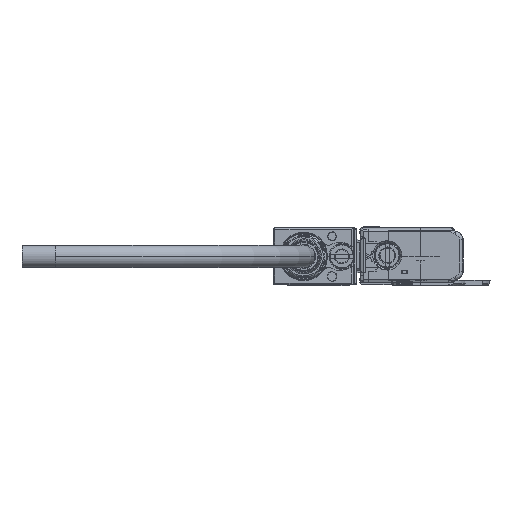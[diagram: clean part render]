
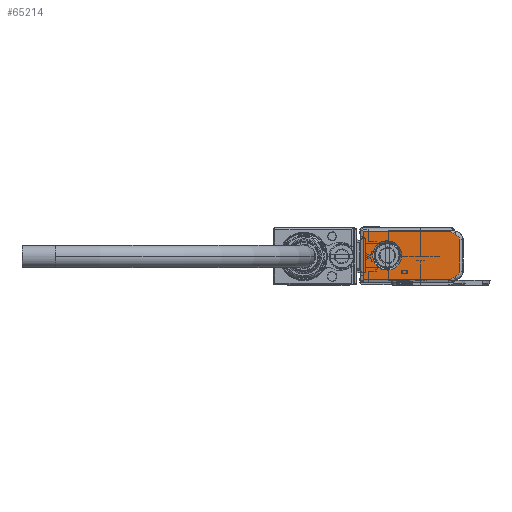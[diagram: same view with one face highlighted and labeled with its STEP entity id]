
A CAD part, left-side view. The second image highlights one B-rep face of the part: STEP entity #65214.
In plain terms, the highlighted planar face has unit normal (-1, 0, 0).
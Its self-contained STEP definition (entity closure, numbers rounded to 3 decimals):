
#65122=AXIS2_PLACEMENT_3D('Plane Axis2P3D',#65119,#65120,#65121) ;
#65146=AXIS2_PLACEMENT_3D('Circle Axis2P3D',#65144,#65145,$) ;
#65160=AXIS2_PLACEMENT_3D('Circle Axis2P3D',#65158,#65159,$) ;
#65190=AXIS2_PLACEMENT_3D('Circle Axis2P3D',#65188,#65189,$) ;
#65199=AXIS2_PLACEMENT_3D('Circle Axis2P3D',#65197,#65198,$) ;
#65206=AXIS2_PLACEMENT_3D('Circle Axis2P3D',#65204,#65205,$) ;
#62363=CARTESIAN_POINT('Vertex',(-1676.,30.2,0.2)) ;
#62372=CARTESIAN_POINT('Vertex',(-1676.,3.814,0.2)) ;
#62375=CARTESIAN_POINT('Line Origine',(-1676.,15.7,0.2)) ;
#62554=CARTESIAN_POINT('Vertex',(-1676.,30.2,14.8)) ;
#62557=CARTESIAN_POINT('Line Origine',(-1676.,30.2,7.5)) ;
#62652=CARTESIAN_POINT('Vertex',(-1676.,3.814,14.8)) ;
#62655=CARTESIAN_POINT('Line Origine',(-1676.,15.7,14.8)) ;
#62716=CARTESIAN_POINT('Line Origine',(-1676.,1.067,12.053)) ;
#62720=CARTESIAN_POINT('Vertex',(-1676.,3.119,14.104)) ;
#65119=CARTESIAN_POINT('Axis2P3D Location',(-1676.,0.2,7.5)) ;
#65124=CARTESIAN_POINT('Line Origine',(-1676.,3.466,0.548)) ;
#65128=CARTESIAN_POINT('Vertex',(-1676.,3.119,0.896)) ;
#65132=CARTESIAN_POINT('Control Point',(-1676.,3.119,0.896)) ;
#65133=CARTESIAN_POINT('Control Point',(-1676.,3.044,0.97)) ;
#65134=CARTESIAN_POINT('Control Point',(-1676.,2.961,1.035)) ;
#65135=CARTESIAN_POINT('Control Point',(-1676.,2.87,1.089)) ;
#65136=CARTESIAN_POINT('Control Point',(-1676.,2.748,1.142)) ;
#65137=CARTESIAN_POINT('Control Point',(-1676.,2.621,1.175)) ;
#65138=CARTESIAN_POINT('Control Point',(-1676.,2.596,1.18)) ;
#65139=CARTESIAN_POINT('Control Point',(-1676.,2.57,1.185)) ;
#65140=CARTESIAN_POINT('Control Point',(-1676.,2.544,1.19)) ;
#65141=CARTESIAN_POINT('Vertex',(-1676.,2.544,1.19)) ;
#65144=CARTESIAN_POINT('Axis2P3D Location',(-1676.,2.8,2.769)) ;
#65148=CARTESIAN_POINT('Vertex',(-1676.,1.2,2.769)) ;
#65151=CARTESIAN_POINT('Line Origine',(-1676.,1.2,7.5)) ;
#65155=CARTESIAN_POINT('Vertex',(-1676.,1.2,12.231)) ;
#65158=CARTESIAN_POINT('Axis2P3D Location',(-1676.,2.8,12.231)) ;
#65162=CARTESIAN_POINT('Vertex',(-1676.,2.544,13.81)) ;
#65166=CARTESIAN_POINT('Control Point',(-1676.,2.544,13.81)) ;
#65167=CARTESIAN_POINT('Control Point',(-1676.,2.648,13.827)) ;
#65168=CARTESIAN_POINT('Control Point',(-1676.,2.749,13.857)) ;
#65169=CARTESIAN_POINT('Control Point',(-1676.,2.846,13.899)) ;
#65170=CARTESIAN_POINT('Control Point',(-1676.,2.96,13.967)) ;
#65171=CARTESIAN_POINT('Control Point',(-1676.,3.061,14.05)) ;
#65172=CARTESIAN_POINT('Control Point',(-1676.,3.081,14.068)) ;
#65173=CARTESIAN_POINT('Control Point',(-1676.,3.1,14.086)) ;
#65174=CARTESIAN_POINT('Control Point',(-1676.,3.119,14.104)) ;
#65188=CARTESIAN_POINT('Axis2P3D Location',(-1676.,23.,7.5)) ;
#65192=CARTESIAN_POINT('Vertex',(-1676.,23.,11.9)) ;
#65194=CARTESIAN_POINT('Vertex',(-1676.,23.,3.1)) ;
#65197=CARTESIAN_POINT('Axis2P3D Location',(-1676.,23.,7.5)) ;
#65201=CARTESIAN_POINT('Vertex',(-1676.,24.895,11.471)) ;
#65204=CARTESIAN_POINT('Axis2P3D Location',(-1676.,23.,7.5)) ;
#62376=DIRECTION('Vector Direction',(0.,-1.,0.)) ;
#62558=DIRECTION('Vector Direction',(0.,0.,-1.)) ;
#62656=DIRECTION('Vector Direction',(0.,1.,0.)) ;
#62717=DIRECTION('Vector Direction',(0.,0.707,0.707)) ;
#65120=DIRECTION('Axis2P3D Direction',(1.,0.,0.)) ;
#65121=DIRECTION('Axis2P3D XDirection',(0.,0.,1.)) ;
#65125=DIRECTION('Vector Direction',(0.,-0.707,0.707)) ;
#65145=DIRECTION('Axis2P3D Direction',(1.,0.,0.)) ;
#65152=DIRECTION('Vector Direction',(0.,0.,1.)) ;
#65159=DIRECTION('Axis2P3D Direction',(1.,0.,0.)) ;
#65189=DIRECTION('Axis2P3D Direction',(1.,0.,0.)) ;
#65198=DIRECTION('Axis2P3D Direction',(1.,0.,0.)) ;
#65205=DIRECTION('Axis2P3D Direction',(1.,0.,0.)) ;
#62377=VECTOR('Line Direction',#62376,1.) ;
#62559=VECTOR('Line Direction',#62558,1.) ;
#62657=VECTOR('Line Direction',#62656,1.) ;
#62718=VECTOR('Line Direction',#62717,1.) ;
#65126=VECTOR('Line Direction',#65125,1.) ;
#65153=VECTOR('Line Direction',#65152,1.) ;
#65177=ORIENTED_EDGE('',*,*,#62659,.F.) ;
#65178=ORIENTED_EDGE('',*,*,#62561,.F.) ;
#65179=ORIENTED_EDGE('',*,*,#62379,.F.) ;
#65180=ORIENTED_EDGE('',*,*,#65130,.F.) ;
#65181=ORIENTED_EDGE('',*,*,#65143,.F.) ;
#65182=ORIENTED_EDGE('',*,*,#65150,.F.) ;
#65183=ORIENTED_EDGE('',*,*,#65157,.F.) ;
#65184=ORIENTED_EDGE('',*,*,#65164,.F.) ;
#65185=ORIENTED_EDGE('',*,*,#65175,.F.) ;
#65186=ORIENTED_EDGE('',*,*,#62722,.F.) ;
#65210=ORIENTED_EDGE('',*,*,#65196,.T.) ;
#65211=ORIENTED_EDGE('',*,*,#65203,.T.) ;
#65212=ORIENTED_EDGE('',*,*,#65208,.T.) ;
#65213=FACE_BOUND('',#65209,.T.) ;
#65214=ADVANCED_FACE('Brep With Voids',(#65187,#65213),#65123,.F.) ;
#65131=B_SPLINE_CURVE_WITH_KNOTS('',5,(#65132,#65133,#65134,#65135,#65136,#65137,#65138,#65139,#65140),.UNSPECIFIED.,.F.,.U.,(6,3,6),(0.,0.743,0.929),.UNSPECIFIED.) ;
#65165=B_SPLINE_CURVE_WITH_KNOTS('',5,(#65166,#65167,#65168,#65169,#65170,#65171,#65172,#65173,#65174),.UNSPECIFIED.,.F.,.U.,(6,3,6),(0.,0.743,0.929),.UNSPECIFIED.) ;
#65147=CIRCLE('generated circle',#65146,1.6) ;
#65161=CIRCLE('generated circle',#65160,1.6) ;
#65191=CIRCLE('generated circle',#65190,4.4) ;
#65200=CIRCLE('generated circle',#65199,4.4) ;
#65207=CIRCLE('generated circle',#65206,4.4) ;
#62379=EDGE_CURVE('',#62373,#62364,#62378,.F.) ;
#62561=EDGE_CURVE('',#62364,#62555,#62560,.F.) ;
#62659=EDGE_CURVE('',#62555,#62653,#62658,.F.) ;
#62722=EDGE_CURVE('',#62653,#62721,#62719,.F.) ;
#65130=EDGE_CURVE('',#65129,#62373,#65127,.F.) ;
#65143=EDGE_CURVE('',#65142,#65129,#65131,.F.) ;
#65150=EDGE_CURVE('',#65149,#65142,#65147,.T.) ;
#65157=EDGE_CURVE('',#65156,#65149,#65154,.F.) ;
#65164=EDGE_CURVE('',#65163,#65156,#65161,.T.) ;
#65175=EDGE_CURVE('',#62721,#65163,#65165,.F.) ;
#65196=EDGE_CURVE('',#65193,#65195,#65191,.T.) ;
#65203=EDGE_CURVE('',#65195,#65202,#65200,.T.) ;
#65208=EDGE_CURVE('',#65202,#65193,#65207,.T.) ;
#65176=EDGE_LOOP('',(#65177,#65178,#65179,#65180,#65181,#65182,#65183,#65184,#65185,#65186)) ;
#65209=EDGE_LOOP('',(#65210,#65211,#65212)) ;
#65187=FACE_OUTER_BOUND('',#65176,.T.) ;
#62378=LINE('Line',#62375,#62377) ;
#62560=LINE('Line',#62557,#62559) ;
#62658=LINE('Line',#62655,#62657) ;
#62719=LINE('Line',#62716,#62718) ;
#65127=LINE('Line',#65124,#65126) ;
#65154=LINE('Line',#65151,#65153) ;
#65123=PLANE('Plane',#65122) ;
#62364=VERTEX_POINT('',#62363) ;
#62373=VERTEX_POINT('',#62372) ;
#62555=VERTEX_POINT('',#62554) ;
#62653=VERTEX_POINT('',#62652) ;
#62721=VERTEX_POINT('',#62720) ;
#65129=VERTEX_POINT('',#65128) ;
#65142=VERTEX_POINT('',#65141) ;
#65149=VERTEX_POINT('',#65148) ;
#65156=VERTEX_POINT('',#65155) ;
#65163=VERTEX_POINT('',#65162) ;
#65193=VERTEX_POINT('',#65192) ;
#65195=VERTEX_POINT('',#65194) ;
#65202=VERTEX_POINT('',#65201) ;
